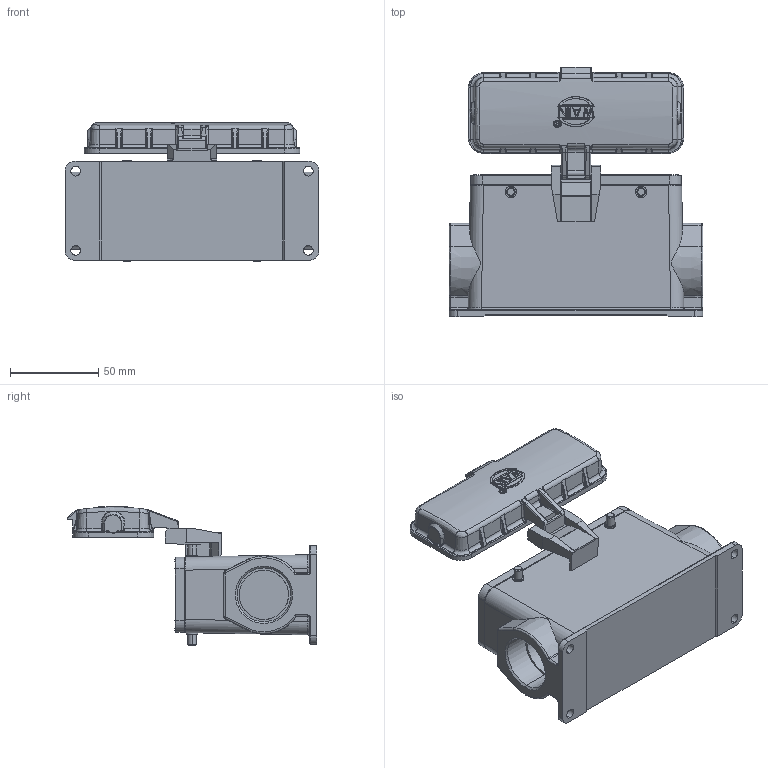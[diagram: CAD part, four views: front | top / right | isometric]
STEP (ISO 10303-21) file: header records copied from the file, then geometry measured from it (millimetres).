
FILE_DESCRIPTION (( 'STEP AP203' ), '1' );
FILE_NAME ('H24B-SFH-4B-MCV-M32.STP', '2017-08-24T11:06:42', ( '微软用户' ), ( '微软中国' ), 'SwSTEP 2.0', 'SolidWorks 2012', '' );
FILE_SCHEMA (( 'CONFIG_CONTROL_DESIGN' ));
Length unit declared in the file: millimetre
Products named in the file (1): H24B-SFH-4B-MCV-M32
Bounding box: 144 x 141.61 x 78.97 mm (x, y, z)
Volume: 214808.1 mm3; surface area: 94042.9 mm2
Topology: 1 solids, 1 shells, 1118 faces, 2686 edges, 1608 vertices
Faces by surface type: cylinder 378, bspline 373, plane 312, cone 37, torus 18
Entity records: 48885 total; most frequent: CARTESIAN_POINT 26408, ORIENTED_EDGE 5364, DIRECTION 3708, EDGE_CURVE 2682, VERTEX_POINT 1608, AXIS2_PLACEMENT_3D 1327, EDGE_LOOP 1174, ADVANCED_FACE 1118
